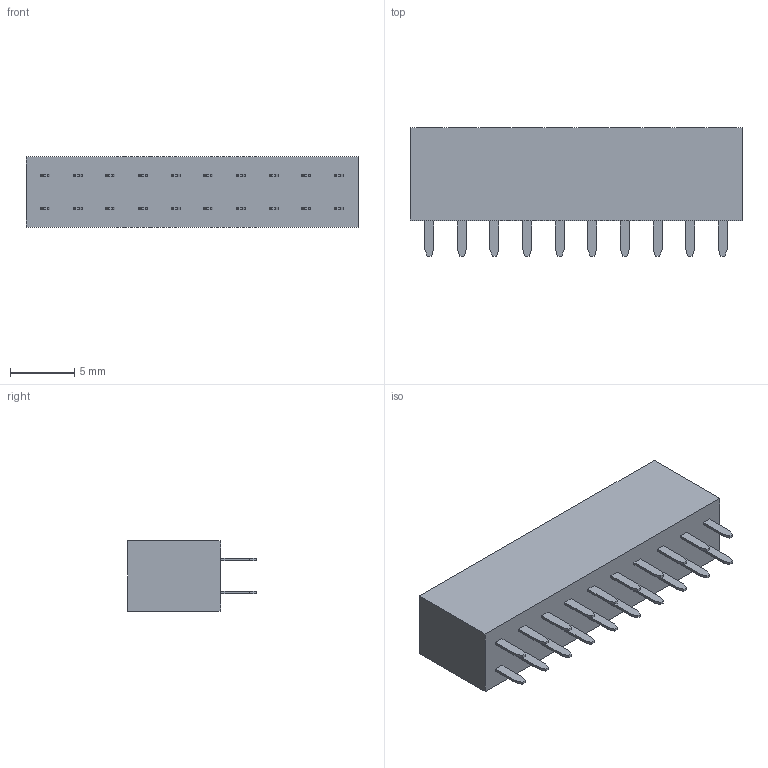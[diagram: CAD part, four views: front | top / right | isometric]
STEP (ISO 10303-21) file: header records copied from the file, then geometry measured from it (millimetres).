
FILE_DESCRIPTION( ('This file contains a STEP AP42 implementation' ,'as created by ZW3D STEP Interface translator.') ,'2;1' );
FILE_NAME( '2171T-2XXSXXCUNX1.stp' ,'23 419.143959', (''), ('ZWCAD Software Co.'), 'Version 1.0', 'ZW3D to STEP translator', '' );
FILE_SCHEMA(('AUTOMOTIVE_DESIGN { 1 0 10303 214 1 1 1 1 }'));
Length unit declared in the file: millimetre
Products named in the file (2): 0; 2171t-220sxxgunx1
Bounding box: 25.86 x 10 x 5.5 mm (x, y, z)
Volume: 776.6 mm3; surface area: 2508.8 mm2
Topology: 1 solids, 1 shells, 2426 faces, 7064 edges, 4580 vertices
Faces by surface type: plane 1486, bspline 940
Entity records: 118240 total; most frequent: CARTESIAN_POINT 68161, ORIENTED_EDGE 14128, EDGE_CURVE 7064, B_SPLINE_CURVE_WITH_KNOTS 6432, VERTEX_POINT 4580, DIRECTION 3586, EDGE_LOOP 2526, FACE_OUTER_BOUND 2426
